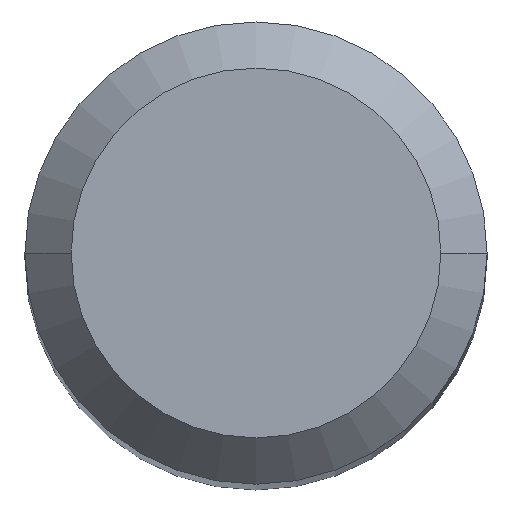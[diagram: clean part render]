
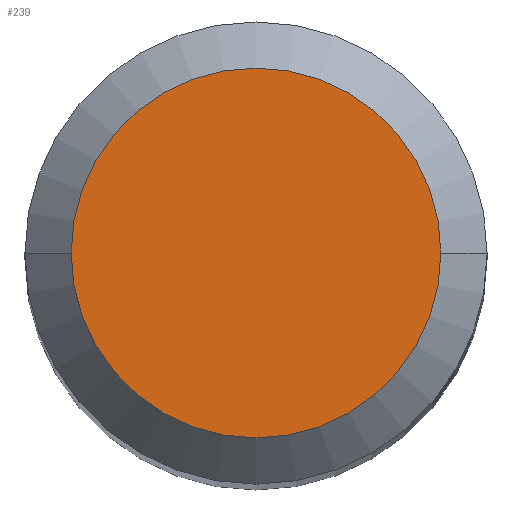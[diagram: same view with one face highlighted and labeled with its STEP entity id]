
A CAD part, top view. The second image highlights one B-rep face of the part: STEP entity #239.
In plain terms, the highlighted planar face has unit normal (0, 0, 1).
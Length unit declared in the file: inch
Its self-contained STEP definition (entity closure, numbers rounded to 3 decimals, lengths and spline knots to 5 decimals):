
#19 = CARTESIAN_POINT ( 'NONE',  ( 0., 0., 0. ) ) ;
#33 = EDGE_CURVE ( 'NONE', #323, #309, #264, .T. ) ;
#47 = ORIENTED_EDGE ( 'NONE', *, *, #33, .T. ) ;
#69 = DIRECTION ( 'NONE',  ( 1., 0., 0. ) ) ;
#91 = DIRECTION ( 'NONE',  ( 1., 0., 0. ) ) ;
#133 = DIRECTION ( 'NONE',  ( 0., 0., -1. ) ) ;
#148 = CARTESIAN_POINT ( 'NONE',  ( 0., 0., 0. ) ) ;
#188 = DIRECTION ( 'NONE',  ( 0., 0., 1. ) ) ;
#201 = DIRECTION ( 'NONE',  ( -1., 0., 0. ) ) ;
#239 = ADVANCED_FACE ( 'NONE', ( #426 ), #351, .F. ) ;
#244 = ORIENTED_EDGE ( 'NONE', *, *, #364, .T. ) ;
#259 = CIRCLE ( 'NONE', #360, 0.05 ) ;
#264 = CIRCLE ( 'NONE', #330, 0.05 ) ;
#265 = AXIS2_PLACEMENT_3D ( 'NONE', #19, #133, #201 ) ;
#277 = CARTESIAN_POINT ( 'NONE',  ( -0.05, 0., 0. ) ) ;
#283 = CARTESIAN_POINT ( 'NONE',  ( 0.05, 0., 0. ) ) ;
#285 = CARTESIAN_POINT ( 'NONE',  ( 0., 0., 0. ) ) ;
#296 = DIRECTION ( 'NONE',  ( 0., 0., 1. ) ) ;
#309 = VERTEX_POINT ( 'NONE', #283 ) ;
#323 = VERTEX_POINT ( 'NONE', #277 ) ;
#330 = AXIS2_PLACEMENT_3D ( 'NONE', #285, #296, #91 ) ;
#351 = PLANE ( 'NONE',  #265 ) ;
#360 = AXIS2_PLACEMENT_3D ( 'NONE', #148, #188, #69 ) ;
#364 = EDGE_CURVE ( 'NONE', #309, #323, #259, .T. ) ;
#426 = FACE_OUTER_BOUND ( 'NONE', #439, .T. ) ;
#439 = EDGE_LOOP ( 'NONE', ( #47, #244 ) ) ;
